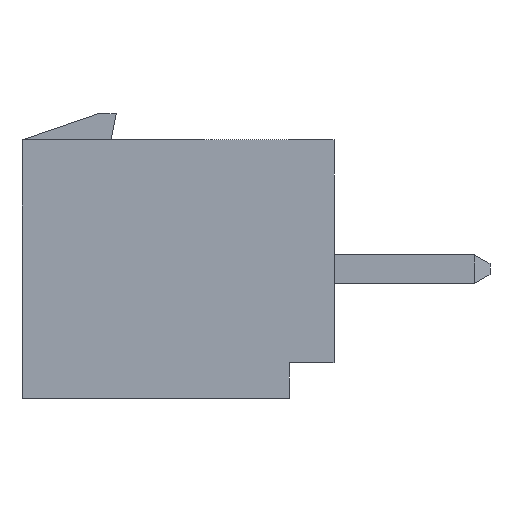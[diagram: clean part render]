
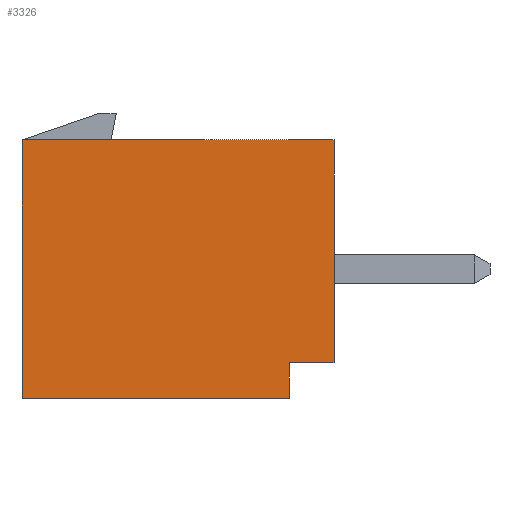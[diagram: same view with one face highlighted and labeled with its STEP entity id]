
A CAD part, left-side view. The second image highlights one B-rep face of the part: STEP entity #3326.
In plain terms, the highlighted planar face has unit normal (-1, 0, 0).
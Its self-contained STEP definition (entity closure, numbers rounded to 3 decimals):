
#30=DIRECTION('',(0.,0.,1.));
#31=VECTOR('',#30,5.);
#32=CARTESIAN_POINT('',(-3.7,0.,-2.1));
#33=LINE('',#32,#31);
#212=DIRECTION('',(0.,1.,0.));
#213=VECTOR('',#212,7.);
#214=CARTESIAN_POINT('',(-3.7,0.,2.9));
#215=LINE('',#214,#213);
#282=DIRECTION('',(0.,0.,1.));
#283=VECTOR('',#282,5.8);
#284=CARTESIAN_POINT('',(-3.7,7.,-2.9));
#285=LINE('',#284,#283);
#1367=DIRECTION('',(0.,0.,-1.));
#1368=VECTOR('',#1367,0.8);
#1369=CARTESIAN_POINT('',(-3.7,1.,-2.1));
#1370=LINE('',#1369,#1368);
#1374=DIRECTION('',(0.,1.,0.));
#1375=VECTOR('',#1374,6.);
#1376=CARTESIAN_POINT('',(-3.7,1.,-2.9));
#1377=LINE('',#1376,#1375);
#1381=DIRECTION('',(0.,1.,0.));
#1382=VECTOR('',#1381,1.);
#1383=CARTESIAN_POINT('',(-3.7,0.,-2.1));
#1384=LINE('',#1383,#1382);
#1437=CARTESIAN_POINT('',(-3.7,7.,-2.9));
#1438=CARTESIAN_POINT('',(-3.7,7.,2.9));
#1439=VERTEX_POINT('',#1437);
#1440=VERTEX_POINT('',#1438);
#1445=CARTESIAN_POINT('',(-3.7,0.,2.9));
#1446=VERTEX_POINT('',#1445);
#1465=CARTESIAN_POINT('',(-3.7,1.,-2.1));
#1466=CARTESIAN_POINT('',(-3.7,1.,-2.9));
#1467=VERTEX_POINT('',#1465);
#1468=VERTEX_POINT('',#1466);
#1473=CARTESIAN_POINT('',(-3.7,0.,-2.1));
#1474=VERTEX_POINT('',#1473);
#3312=CARTESIAN_POINT('',(-3.7,0.,-2.9));
#3313=DIRECTION('',(-1.,0.,0.));
#3314=DIRECTION('',(0.,0.,1.));
#3315=AXIS2_PLACEMENT_3D('',#3312,#3313,#3314);
#3316=PLANE('',#3315);
#3317=ORIENTED_EDGE('',*,*,#3303,.T.);
#3319=ORIENTED_EDGE('',*,*,#3318,.T.);
#3320=ORIENTED_EDGE('',*,*,#1854,.T.);
#3321=ORIENTED_EDGE('',*,*,#1799,.F.);
#3322=ORIENTED_EDGE('',*,*,#1702,.F.);
#3323=ORIENTED_EDGE('',*,*,#2708,.T.);
#3324=EDGE_LOOP('',(#3317,#3319,#3320,#3321,#3322,#3323));
#3325=FACE_OUTER_BOUND('',#3324,.F.);
#3326=ADVANCED_FACE('',(#3325),#3316,.T.);
#1702=EDGE_CURVE('',#1474,#1446,#33,.T.);
#1799=EDGE_CURVE('',#1446,#1440,#215,.T.);
#1854=EDGE_CURVE('',#1439,#1440,#285,.T.);
#2708=EDGE_CURVE('',#1474,#1467,#1384,.T.);
#3303=EDGE_CURVE('',#1467,#1468,#1370,.T.);
#3318=EDGE_CURVE('',#1468,#1439,#1377,.T.);
